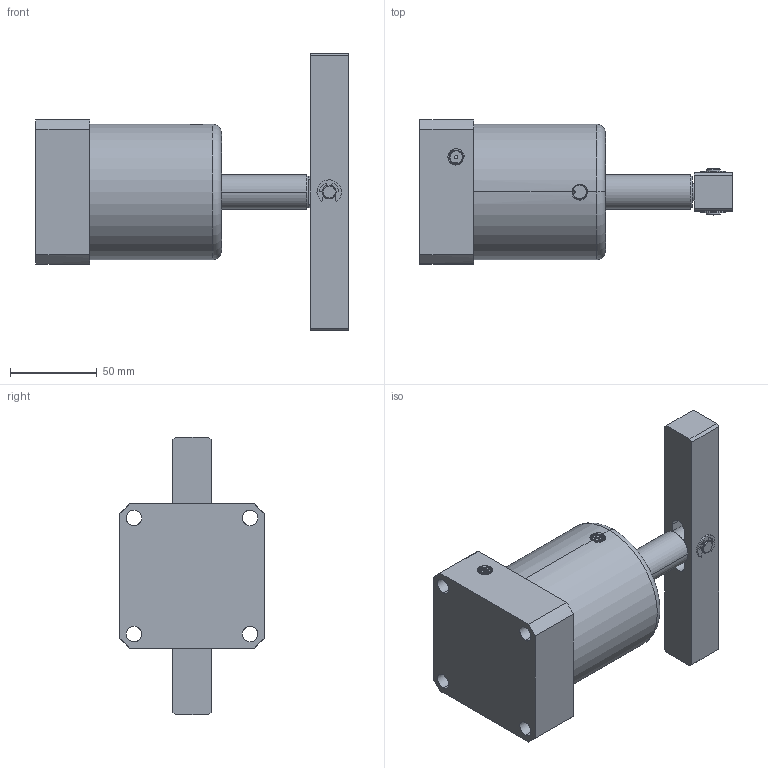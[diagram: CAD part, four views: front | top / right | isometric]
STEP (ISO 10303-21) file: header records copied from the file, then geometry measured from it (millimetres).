
FILE_DESCRIPTION (( 'STEP AP203' ), '1' );
FILE_NAME ('ASC-63D-E.STEP', '2019-05-20T01:22:49', ( 'User' ), ( 'china' ), 'SwSTEP 2.0', 'SolidWorks 2018', '' );
FILE_SCHEMA (( 'CONFIG_CONTROL_DESIGN' ));
Length unit declared in the file: millimetre
Products named in the file (6): ASC-63DYB_1; 种隊_1; KKDC_1; ASC-63D-E; ASC-63-E-BT; 63D-E活塞杆
Assembly tree (6 placements, depth 2):
  ASC-63D-E
    ASC-63-E-BT
    63D-E活塞杆
    ASC-63DYB_1
    种隊_1
    KKDC_1  x2
Bounding box: 180 x 83 x 160 mm (x, y, z)
Volume: 508247 mm3; surface area: 97702 mm2
Topology: 6 solids, 6 shells, 176 faces, 518 edges, 363 vertices
Faces by surface type: cylinder 82, plane 56, cone 26, bspline 10, torus 2
Entity records: 14965 total; most frequent: CARTESIAN_POINT 10302, ORIENTED_EDGE 940, DIRECTION 688, EDGE_CURVE 470, VERTEX_POINT 331, AXIS2_PLACEMENT_3D 262, B_SPLINE_CURVE_WITH_KNOTS 201, EDGE_LOOP 185
